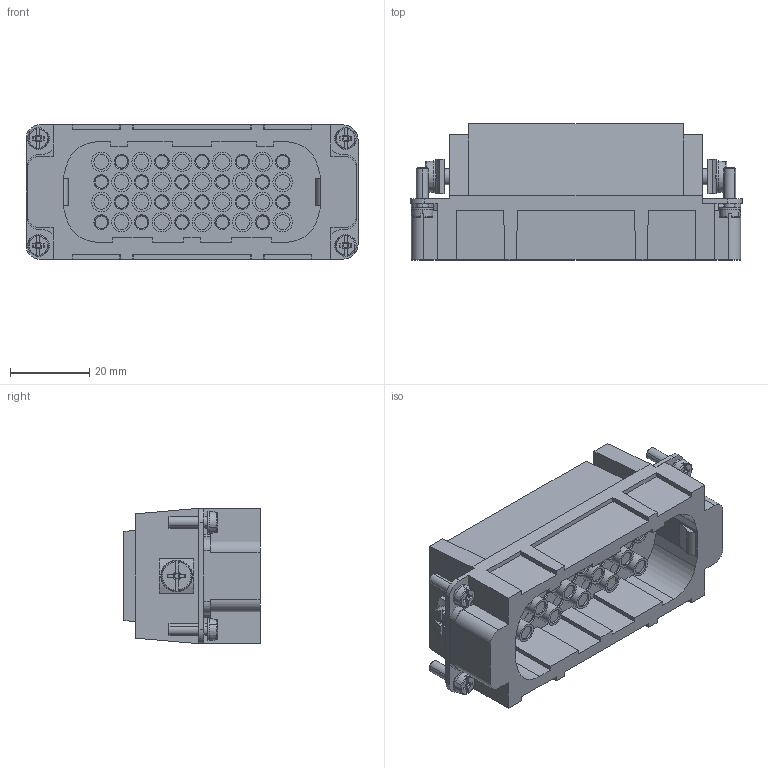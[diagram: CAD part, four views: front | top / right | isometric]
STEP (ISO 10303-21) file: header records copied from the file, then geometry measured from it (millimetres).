
FILE_DESCRIPTION(/* description */ (''),/* implementation_level */ '2;1');
FILE_NAME(/* name */ 'C3D_C146 10A040 060 2.stp',/* time_stamp */ '2019-11-12T10:07:07+01:00',/* author */ (''),/* organization */ (''),/* preprocessor_version */ 'ST-DEVELOPER v16.7',/* originating_system */ 'SIEMENS PLM Software NX 12.0',/* authorisation */ '');
FILE_SCHEMA (('AUTOMOTIVE_DESIGN { 1 0 10303 214 3 1 1 1 }'));
Length unit declared in the file: millimetre
Products named in the file (1): pwoe322CF23Eukqe
Bounding box: 83.7 x 34.3 x 34 mm (x, y, z)
Volume: 48404.8 mm3; surface area: 18669.2 mm2
Topology: 1 solids, 2 shells, 597 faces, 1442 edges, 972 vertices
Faces by surface type: plane 340, cylinder 149, cone 88, torus 16, bspline 4
Full cylindrical faces by diameter (mm): 3.7 x20, 4 x4, 4.5 x40, 4.9 x20, 8 x2
Entity records: 16956 total; most frequent: CARTESIAN_POINT 4098, DIRECTION 2628, ORIENTED_EDGE 2444, EDGE_CURVE 1222, AXIS2_PLACEMENT_3D 1026, VERTEX_POINT 882, EDGE_LOOP 850, ADVANCED_FACE 597
